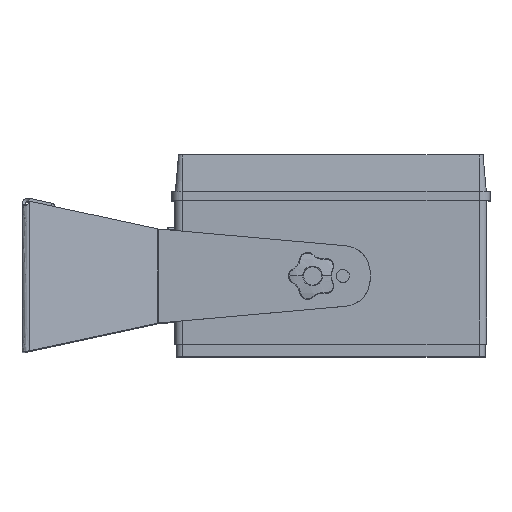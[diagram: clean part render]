
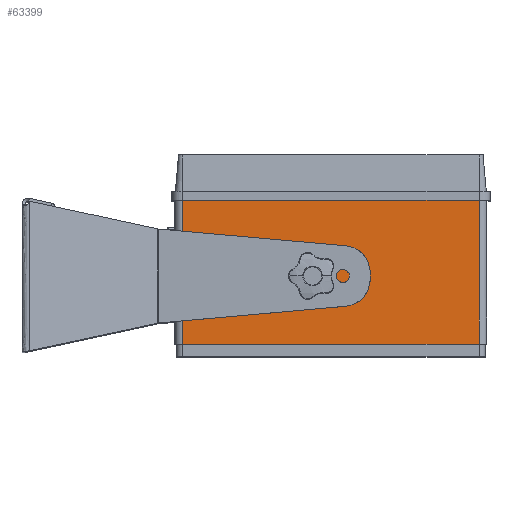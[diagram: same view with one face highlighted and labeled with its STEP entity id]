
A CAD part, top view. The second image highlights one B-rep face of the part: STEP entity #63399.
In plain terms, the highlighted free-form (B-spline) face has degree [1, 1] with [2, 2] control points.
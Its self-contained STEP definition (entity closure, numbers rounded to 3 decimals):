
#6422 = VERTEX_POINT('',#6423);
#6423 = CARTESIAN_POINT('',(-1204.843,2604.665,
    -738.797));
#6428 = EDGE_CURVE('',#6422,#6429,#6431,.T.);
#6429 = VERTEX_POINT('',#6430);
#6430 = CARTESIAN_POINT('',(-1209.893,2604.665,
    -738.797));
#6431 = ( BOUNDED_CURVE() B_SPLINE_CURVE(2,(#6432,#6433,#6434,#6435,
#6436),.UNSPECIFIED.,.F.,.F.) B_SPLINE_CURVE_WITH_KNOTS((3,2,3),(0.,
1.571,3.142),.PIECEWISE_BEZIER_KNOTS.) CURVE() 
GEOMETRIC_REPRESENTATION_ITEM() RATIONAL_B_SPLINE_CURVE((1.,
0.707,1.,0.707,1.)) REPRESENTATION_ITEM('') );
#6432 = CARTESIAN_POINT('',(-1204.843,2604.665,
    -738.797));
#6433 = CARTESIAN_POINT('',(-1204.843,2602.14,
    -738.797));
#6434 = CARTESIAN_POINT('',(-1207.368,2602.14,
    -738.797));
#6435 = CARTESIAN_POINT('',(-1209.893,2602.14,
    -738.797));
#6436 = CARTESIAN_POINT('',(-1209.893,2604.665,
    -738.797));
#63032 = EDGE_CURVE('',#6429,#6422,#63033,.T.);
#63033 = ( BOUNDED_CURVE() B_SPLINE_CURVE(2,(#63034,#63035,#63036,#63037
,#63038),.UNSPECIFIED.,.F.,.F.) B_SPLINE_CURVE_WITH_KNOTS((3,2,3),(
    3.142,4.712,6.283),
.PIECEWISE_BEZIER_KNOTS.) CURVE() GEOMETRIC_REPRESENTATION_ITEM() 
RATIONAL_B_SPLINE_CURVE((1.,0.707,1.,0.707,1.)) 
REPRESENTATION_ITEM('') );
#63034 = CARTESIAN_POINT('',(-1209.893,2604.665,
    -738.797));
#63035 = CARTESIAN_POINT('',(-1209.893,2607.191,
    -738.797));
#63036 = CARTESIAN_POINT('',(-1207.368,2607.191,
    -738.797));
#63037 = CARTESIAN_POINT('',(-1204.843,2607.191,
    -738.797));
#63038 = CARTESIAN_POINT('',(-1204.843,2604.665,
    -738.797));
#63059 = VERTEX_POINT('',#63060);
#63060 = CARTESIAN_POINT('',(-1295.704,2656.023,
    -738.797));
#63068 = EDGE_CURVE('',#63069,#63059,#63071,.T.);
#63069 = VERTEX_POINT('',#63070);
#63070 = CARTESIAN_POINT('',(-1094.381,2656.023,
    -738.797));
#63071 = B_SPLINE_CURVE_WITH_KNOTS('',1,(#63072,#63073),.UNSPECIFIED.,
  .F.,.F.,(2,2),(-196.,-0.),.PIECEWISE_BEZIER_KNOTS.);
#63072 = CARTESIAN_POINT('',(-1094.381,2656.023,
    -738.797));
#63073 = CARTESIAN_POINT('',(-1295.704,2656.023,
    -738.797));
#63379 = VERTEX_POINT('',#63380);
#63380 = CARTESIAN_POINT('',(-1295.704,2558.443,
    -738.797));
#63386 = EDGE_CURVE('',#63059,#63379,#63387,.T.);
#63387 = B_SPLINE_CURVE_WITH_KNOTS('',1,(#63388,#63389),.UNSPECIFIED.,
  .F.,.F.,(2,2),(-95.,0.),.PIECEWISE_BEZIER_KNOTS.);
#63388 = CARTESIAN_POINT('',(-1295.704,2656.023,
    -738.797));
#63389 = CARTESIAN_POINT('',(-1295.704,2558.443,
    -738.797));
#63399 = ADVANCED_FACE('',(#63400,#63404),#63420,.T.);
#63400 = FACE_BOUND('',#63401,.T.);
#63401 = EDGE_LOOP('',(#63402,#63403));
#63402 = ORIENTED_EDGE('',*,*,#6428,.T.);
#63403 = ORIENTED_EDGE('',*,*,#63032,.T.);
#63404 = FACE_BOUND('',#63405,.T.);
#63405 = EDGE_LOOP('',(#63406,#63413,#63418,#63419));
#63406 = ORIENTED_EDGE('',*,*,#63407,.T.);
#63407 = EDGE_CURVE('',#63379,#63408,#63410,.T.);
#63408 = VERTEX_POINT('',#63409);
#63409 = CARTESIAN_POINT('',(-1094.381,2558.443,
    -738.797));
#63410 = B_SPLINE_CURVE_WITH_KNOTS('',1,(#63411,#63412),.UNSPECIFIED.,
  .F.,.F.,(2,2),(-98.,98.),.PIECEWISE_BEZIER_KNOTS.);
#63411 = CARTESIAN_POINT('',(-1295.704,2558.443,
    -738.797));
#63412 = CARTESIAN_POINT('',(-1094.381,2558.443,
    -738.797));
#63413 = ORIENTED_EDGE('',*,*,#63414,.F.);
#63414 = EDGE_CURVE('',#63069,#63408,#63415,.T.);
#63415 = B_SPLINE_CURVE_WITH_KNOTS('',1,(#63416,#63417),.UNSPECIFIED.,
  .F.,.F.,(2,2),(-95.,-0.),.PIECEWISE_BEZIER_KNOTS.);
#63416 = CARTESIAN_POINT('',(-1094.381,2656.023,
    -738.797));
#63417 = CARTESIAN_POINT('',(-1094.381,2558.443,
    -738.797));
#63418 = ORIENTED_EDGE('',*,*,#63068,.T.);
#63419 = ORIENTED_EDGE('',*,*,#63386,.T.);
#63420 = B_SPLINE_SURFACE_WITH_KNOTS('',1,1,(
    (#63421,#63422)
    ,(#63423,#63424
    )),.UNSPECIFIED.,.F.,.F.,.F.,(2,2),(2,2),(0.,196.),(0.,95.),
  .PIECEWISE_BEZIER_KNOTS.);
#63421 = CARTESIAN_POINT('',(-1295.704,2558.443,
    -738.797));
#63422 = CARTESIAN_POINT('',(-1295.704,2656.023,
    -738.797));
#63423 = CARTESIAN_POINT('',(-1094.381,2558.443,
    -738.797));
#63424 = CARTESIAN_POINT('',(-1094.381,2656.023,
    -738.797));
